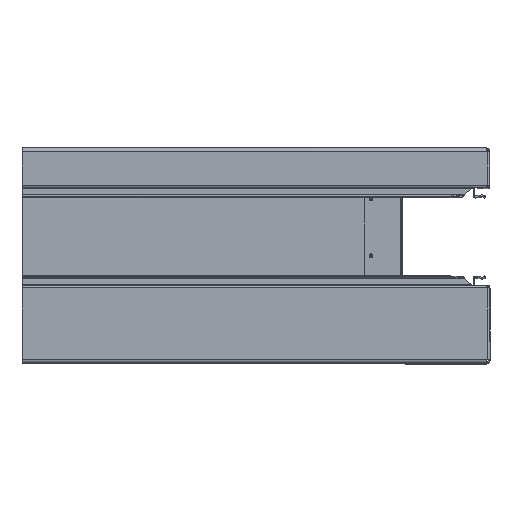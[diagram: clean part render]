
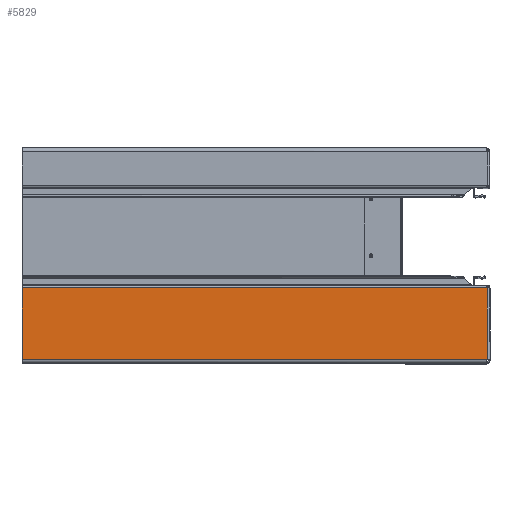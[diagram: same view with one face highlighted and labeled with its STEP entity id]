
A CAD part, top view. The second image highlights one B-rep face of the part: STEP entity #5829.
In plain terms, the highlighted planar face has unit normal (0, 0, 1).
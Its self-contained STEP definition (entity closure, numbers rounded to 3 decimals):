
#405 = ORIENTED_EDGE ( 'NONE', *, *, #7569, .F. ) ;
#588 = CARTESIAN_POINT ( 'NONE',  ( -299.525, -40.45, 1.025 ) ) ;
#831 = CARTESIAN_POINT ( 'NONE',  ( 67.625, -40.45, 1.025 ) ) ;
#1083 = DIRECTION ( 'NONE',  ( 1., 0., 0. ) ) ;
#1086 = EDGE_CURVE ( 'NONE', #3706, #2258, #3715, .T. ) ;
#1331 = ORIENTED_EDGE ( 'NONE', *, *, #7798, .T. ) ;
#1377 = DIRECTION ( 'NONE',  ( -1., 0., 0. ) ) ;
#1406 = VECTOR ( 'NONE', #1083, 1000. ) ;
#1435 = DIRECTION ( 'NONE',  ( 1., 0., 0. ) ) ;
#1449 = ORIENTED_EDGE ( 'NONE', *, *, #2665, .T. ) ;
#1490 = CARTESIAN_POINT ( 'NONE',  ( 67.65, -40.45, 1.025 ) ) ;
#1603 = EDGE_LOOP ( 'NONE', ( #1888, #4579, #405, #7484, #1449, #1331 ) ) ;
#1623 = DIRECTION ( 'NONE',  ( 0., -1., 0. ) ) ;
#1859 = VECTOR ( 'NONE', #1623, 1000. ) ;
#1874 = LINE ( 'NONE', #2876, #1859 ) ;
#1888 = ORIENTED_EDGE ( 'NONE', *, *, #1086, .F. ) ;
#1932 = LINE ( 'NONE', #2474, #4134 ) ;
#1957 = CARTESIAN_POINT ( 'NONE',  ( -299.525, -97., 1.025 ) ) ;
#2033 = VECTOR ( 'NONE', #5672, 1000. ) ;
#2119 = LINE ( 'NONE', #6304, #2033 ) ;
#2258 = VERTEX_POINT ( 'NONE', #2815 ) ;
#2474 = CARTESIAN_POINT ( 'NONE',  ( -299.525, -40.45, 1.025 ) ) ;
#2523 = CARTESIAN_POINT ( 'NONE',  ( 67.65, -97., 1.025 ) ) ;
#2572 = EDGE_CURVE ( 'NONE', #3706, #6280, #2119, .T. ) ;
#2665 = EDGE_CURVE ( 'NONE', #8345, #6116, #1874, .T. ) ;
#2815 = CARTESIAN_POINT ( 'NONE',  ( 67.625, -97., 1.025 ) ) ;
#2868 = PLANE ( 'NONE',  #7502 ) ;
#2876 = CARTESIAN_POINT ( 'NONE',  ( -299.525, -97., 1.025 ) ) ;
#3083 = DIRECTION ( 'NONE',  ( 1., 0., 0. ) ) ;
#3706 = VERTEX_POINT ( 'NONE', #2523 ) ;
#3715 = LINE ( 'NONE', #7503, #4015 ) ;
#3964 = LINE ( 'NONE', #7308, #7305 ) ;
#4015 = VECTOR ( 'NONE', #1377, 1000. ) ;
#4134 = VECTOR ( 'NONE', #3083, 1000. ) ;
#4192 = DIRECTION ( 'NONE',  ( 0., 1., 0. ) ) ;
#4579 = ORIENTED_EDGE ( 'NONE', *, *, #2572, .T. ) ;
#4997 = FACE_OUTER_BOUND ( 'NONE', #1603, .T. ) ;
#5672 = DIRECTION ( 'NONE',  ( 0., 1., 0. ) ) ;
#5722 = VERTEX_POINT ( 'NONE', #831 ) ;
#5829 = ADVANCED_FACE ( 'NONE', ( #4997 ), #2868, .T. ) ;
#6116 = VERTEX_POINT ( 'NONE', #1957 ) ;
#6280 = VERTEX_POINT ( 'NONE', #1490 ) ;
#6304 = CARTESIAN_POINT ( 'NONE',  ( 67.65, -97., 1.025 ) ) ;
#7305 = VECTOR ( 'NONE', #1435, 1000. ) ;
#7308 = CARTESIAN_POINT ( 'NONE',  ( 67.625, -40.45, 1.025 ) ) ;
#7459 = CARTESIAN_POINT ( 'NONE',  ( -299.525, -97., 1.025 ) ) ;
#7484 = ORIENTED_EDGE ( 'NONE', *, *, #7890, .F. ) ;
#7502 = AXIS2_PLACEMENT_3D ( 'NONE', #7459, #8102, #4192 ) ;
#7503 = CARTESIAN_POINT ( 'NONE',  ( 67.625, -97., 1.025 ) ) ;
#7569 = EDGE_CURVE ( 'NONE', #5722, #6280, #3964, .T. ) ;
#7798 = EDGE_CURVE ( 'NONE', #6116, #2258, #7886, .T. ) ;
#7886 = LINE ( 'NONE', #8187, #1406 ) ;
#7890 = EDGE_CURVE ( 'NONE', #8345, #5722, #1932, .T. ) ;
#8102 = DIRECTION ( 'NONE',  ( 0., 0., 1. ) ) ;
#8187 = CARTESIAN_POINT ( 'NONE',  ( -299.525, -97., 1.025 ) ) ;
#8345 = VERTEX_POINT ( 'NONE', #588 ) ;
